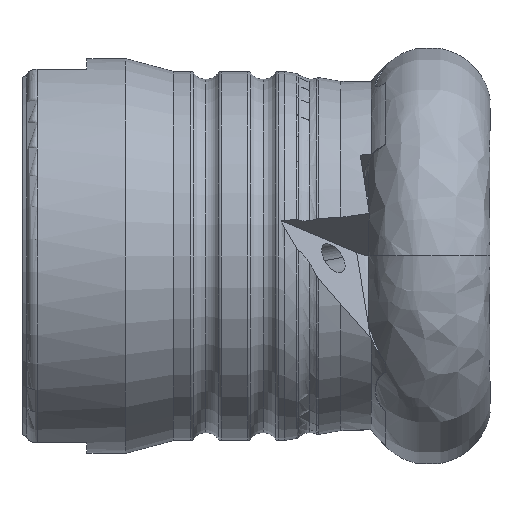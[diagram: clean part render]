
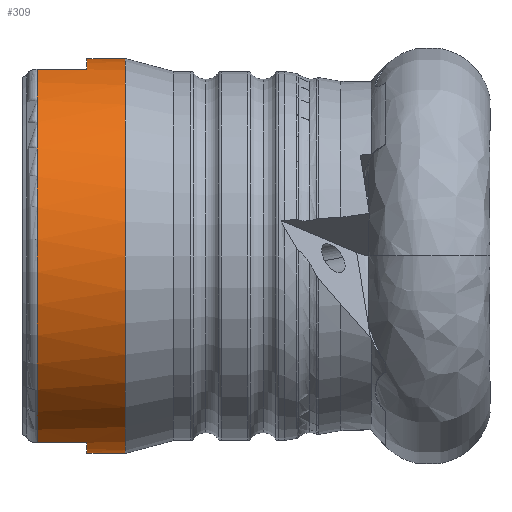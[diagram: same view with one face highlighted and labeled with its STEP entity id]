
A CAD part, front view. The second image highlights one B-rep face of the part: STEP entity #309.
In plain terms, the highlighted cylindrical face has radius 19 mm (diameter 38 mm), a partial arc.
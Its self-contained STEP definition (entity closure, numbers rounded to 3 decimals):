
#208 = ORIENTED_EDGE ( 'NONE', *, *, #4783, .F. ) ;
#309 = ADVANCED_FACE ( 'NONE', ( #4043 ), #522, .T. ) ;
#478 = CARTESIAN_POINT ( 'NONE',  ( -37.45, 0., 0. ) ) ;
#522 = CYLINDRICAL_SURFACE ( 'NONE', #1382, 19. ) ;
#818 = DIRECTION ( 'NONE',  ( 0., 0., -1. ) ) ;
#854 = ORIENTED_EDGE ( 'NONE', *, *, #3339, .T. ) ;
#856 = CARTESIAN_POINT ( 'NONE',  ( 0., -6.16, -17.974 ) ) ;
#1245 = CARTESIAN_POINT ( 'NONE',  ( -33.75, 0., 19. ) ) ;
#1382 = AXIS2_PLACEMENT_3D ( 'NONE', #4871, #2735, #3273 ) ;
#1407 = VERTEX_POINT ( 'NONE', #3919 ) ;
#1687 = LINE ( 'NONE', #856, #6789 ) ;
#1839 = ORIENTED_EDGE ( 'NONE', *, *, #6243, .T. ) ;
#2312 = CIRCLE ( 'NONE', #5883, 19. ) ;
#2337 = EDGE_CURVE ( 'NONE', #5780, #3556, #6709, .T. ) ;
#2404 = EDGE_CURVE ( 'NONE', #2653, #6478, #3771, .T. ) ;
#2407 = VECTOR ( 'NONE', #3957, 1000. ) ;
#2490 = CARTESIAN_POINT ( 'NONE',  ( -33.75, 0., 0. ) ) ;
#2542 = CARTESIAN_POINT ( 'NONE',  ( -42.25, 0., 0. ) ) ;
#2622 = ORIENTED_EDGE ( 'NONE', *, *, #2337, .F. ) ;
#2632 = EDGE_CURVE ( 'NONE', #1407, #4479, #2312, .T. ) ;
#2653 = VERTEX_POINT ( 'NONE', #2988 ) ;
#2735 = DIRECTION ( 'NONE',  ( 1., 0., 0. ) ) ;
#2772 = DIRECTION ( 'NONE',  ( 0., 0., -1. ) ) ;
#2788 = ORIENTED_EDGE ( 'NONE', *, *, #4045, .T. ) ;
#2805 = AXIS2_PLACEMENT_3D ( 'NONE', #2490, #3564, #818 ) ;
#2949 = CARTESIAN_POINT ( 'NONE',  ( 0., 0., 19. ) ) ;
#2988 = CARTESIAN_POINT ( 'NONE',  ( -37.45, 0., -19. ) ) ;
#3193 = ORIENTED_EDGE ( 'NONE', *, *, #3488, .F. ) ;
#3273 = DIRECTION ( 'NONE',  ( 0., 0., -1. ) ) ;
#3339 = EDGE_CURVE ( 'NONE', #2653, #6028, #5916, .T. ) ;
#3463 = ORIENTED_EDGE ( 'NONE', *, *, #2632, .T. ) ;
#3488 = EDGE_CURVE ( 'NONE', #3556, #4669, #5319, .T. ) ;
#3556 = VERTEX_POINT ( 'NONE', #6854 ) ;
#3564 = DIRECTION ( 'NONE',  ( 1., 0., 0. ) ) ;
#3771 = CIRCLE ( 'NONE', #5645, 19. ) ;
#3776 = CARTESIAN_POINT ( 'NONE',  ( 0., -6.16, 17.974 ) ) ;
#3801 = DIRECTION ( 'NONE',  ( -1., 0., 0. ) ) ;
#3919 = CARTESIAN_POINT ( 'NONE',  ( -42.25, -6.16, 17.974 ) ) ;
#3957 = DIRECTION ( 'NONE',  ( 1., 0., 0. ) ) ;
#4043 = FACE_OUTER_BOUND ( 'NONE', #6648, .T. ) ;
#4045 = EDGE_CURVE ( 'NONE', #4479, #6478, #1687, .T. ) ;
#4169 = DIRECTION ( 'NONE',  ( 0., 0., -1. ) ) ;
#4357 = CARTESIAN_POINT ( 'NONE',  ( -37.45, 0., 0. ) ) ;
#4437 = CARTESIAN_POINT ( 'NONE',  ( -37.45, -6.16, 17.974 ) ) ;
#4445 = VECTOR ( 'NONE', #6629, 1000. ) ;
#4479 = VERTEX_POINT ( 'NONE', #6356 ) ;
#4669 = VERTEX_POINT ( 'NONE', #1245 ) ;
#4783 = EDGE_CURVE ( 'NONE', #4669, #6028, #5387, .T. ) ;
#4861 = DIRECTION ( 'NONE',  ( -1., 0., 0. ) ) ;
#4871 = CARTESIAN_POINT ( 'NONE',  ( 0., 0., 0. ) ) ;
#5260 = CARTESIAN_POINT ( 'NONE',  ( -33.75, 0., -19. ) ) ;
#5319 = LINE ( 'NONE', #2949, #2407 ) ;
#5387 = CIRCLE ( 'NONE', #2805, 19. ) ;
#5645 = AXIS2_PLACEMENT_3D ( 'NONE', #4357, #6619, #2772 ) ;
#5727 = CARTESIAN_POINT ( 'NONE',  ( -37.45, -6.16, -17.974 ) ) ;
#5780 = VERTEX_POINT ( 'NONE', #4437 ) ;
#5847 = DIRECTION ( 'NONE',  ( 0., 0., -1. ) ) ;
#5883 = AXIS2_PLACEMENT_3D ( 'NONE', #2542, #6945, #4169 ) ;
#5916 = LINE ( 'NONE', #6680, #4445 ) ;
#6028 = VERTEX_POINT ( 'NONE', #5260 ) ;
#6081 = ORIENTED_EDGE ( 'NONE', *, *, #2404, .F. ) ;
#6147 = LINE ( 'NONE', #3776, #7108 ) ;
#6243 = EDGE_CURVE ( 'NONE', #5780, #1407, #6147, .T. ) ;
#6356 = CARTESIAN_POINT ( 'NONE',  ( -42.25, -6.16, -17.974 ) ) ;
#6381 = DIRECTION ( 'NONE',  ( 1., 0., 0. ) ) ;
#6478 = VERTEX_POINT ( 'NONE', #5727 ) ;
#6619 = DIRECTION ( 'NONE',  ( -1., 0., 0. ) ) ;
#6629 = DIRECTION ( 'NONE',  ( 1., 0., 0. ) ) ;
#6648 = EDGE_LOOP ( 'NONE', ( #3193, #2622, #1839, #3463, #2788, #6081, #854, #208 ) ) ;
#6680 = CARTESIAN_POINT ( 'NONE',  ( 0., 0., -19. ) ) ;
#6709 = CIRCLE ( 'NONE', #7111, 19. ) ;
#6789 = VECTOR ( 'NONE', #6381, 1000. ) ;
#6854 = CARTESIAN_POINT ( 'NONE',  ( -37.45, 0., 19. ) ) ;
#6945 = DIRECTION ( 'NONE',  ( 1., 0., 0. ) ) ;
#7108 = VECTOR ( 'NONE', #3801, 1000. ) ;
#7111 = AXIS2_PLACEMENT_3D ( 'NONE', #478, #4861, #5847 ) ;
